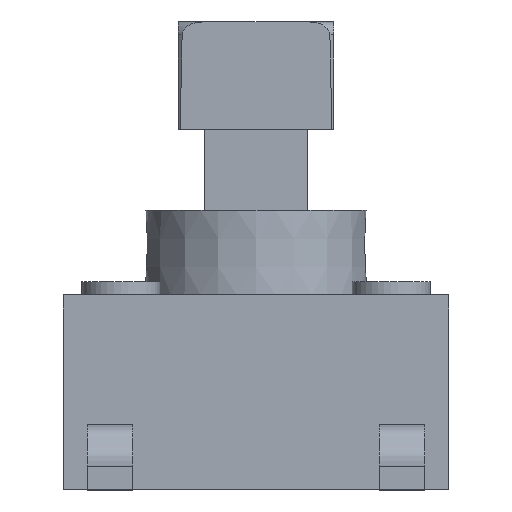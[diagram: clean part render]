
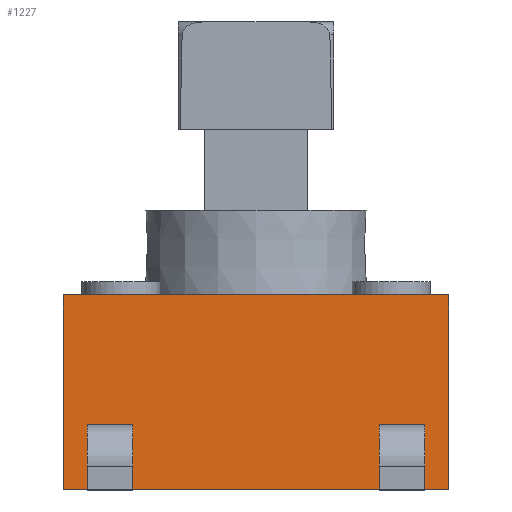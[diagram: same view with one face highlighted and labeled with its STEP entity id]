
A CAD part, left-side view. The second image highlights one B-rep face of the part: STEP entity #1227.
In plain terms, the highlighted planar face has unit normal (-1, 0, 0).
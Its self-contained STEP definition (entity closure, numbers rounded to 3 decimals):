
#78=LINE('',#1707,#142);
#82=LINE('',#1737,#146);
#83=LINE('',#1753,#147);
#84=LINE('',#1754,#148);
#85=LINE('',#1755,#149);
#86=LINE('',#1758,#150);
#87=LINE('',#1760,#151);
#88=LINE('',#1762,#152);
#89=LINE('',#1763,#153);
#90=LINE('',#1766,#154);
#91=LINE('',#1768,#155);
#92=LINE('',#1770,#156);
#142=VECTOR('',#1404,1000.);
#146=VECTOR('',#1410,1000.);
#147=VECTOR('',#1413,1000.);
#148=VECTOR('',#1414,1000.);
#149=VECTOR('',#1415,1000.);
#150=VECTOR('',#1416,1000.);
#151=VECTOR('',#1417,1000.);
#152=VECTOR('',#1418,1000.);
#153=VECTOR('',#1419,1000.);
#154=VECTOR('',#1420,1000.);
#155=VECTOR('',#1421,1000.);
#156=VECTOR('',#1422,1000.);
#255=ORIENTED_EDGE('',*,*,#470,.F.);
#256=ORIENTED_EDGE('',*,*,#478,.T.);
#257=ORIENTED_EDGE('',*,*,#475,.T.);
#258=ORIENTED_EDGE('',*,*,#479,.F.);
#259=ORIENTED_EDGE('',*,*,#480,.T.);
#260=ORIENTED_EDGE('',*,*,#481,.T.);
#261=ORIENTED_EDGE('',*,*,#482,.F.);
#262=ORIENTED_EDGE('',*,*,#483,.F.);
#263=ORIENTED_EDGE('',*,*,#484,.T.);
#264=ORIENTED_EDGE('',*,*,#485,.F.);
#265=ORIENTED_EDGE('',*,*,#486,.F.);
#266=ORIENTED_EDGE('',*,*,#487,.T.);
#470=EDGE_CURVE('',#580,#581,#78,.T.);
#475=EDGE_CURVE('',#584,#585,#82,.T.);
#478=EDGE_CURVE('',#580,#584,#83,.T.);
#479=EDGE_CURVE('',#581,#585,#84,.T.);
#480=EDGE_CURVE('',#586,#587,#85,.T.);
#481=EDGE_CURVE('',#587,#588,#86,.T.);
#482=EDGE_CURVE('',#589,#588,#87,.T.);
#483=EDGE_CURVE('',#586,#589,#88,.T.);
#484=EDGE_CURVE('',#590,#591,#89,.T.);
#485=EDGE_CURVE('',#592,#591,#90,.T.);
#486=EDGE_CURVE('',#593,#592,#91,.T.);
#487=EDGE_CURVE('',#593,#590,#92,.T.);
#580=VERTEX_POINT('',#1706);
#581=VERTEX_POINT('',#1708);
#584=VERTEX_POINT('',#1738);
#585=VERTEX_POINT('',#1739);
#586=VERTEX_POINT('',#1756);
#587=VERTEX_POINT('',#1757);
#588=VERTEX_POINT('',#1759);
#589=VERTEX_POINT('',#1761);
#590=VERTEX_POINT('',#1764);
#591=VERTEX_POINT('',#1765);
#592=VERTEX_POINT('',#1767);
#593=VERTEX_POINT('',#1769);
#675=EDGE_LOOP('',(#255,#256,#257,#258));
#676=EDGE_LOOP('',(#259,#260,#261,#262));
#677=EDGE_LOOP('',(#263,#264,#265,#266));
#745=FACE_BOUND('',#675,.T.);
#746=FACE_BOUND('',#676,.T.);
#747=FACE_BOUND('',#677,.T.);
#805=PLANE('',#1296);
#1227=ADVANCED_FACE('',(#745,#746,#747),#805,.T.);
#1296=AXIS2_PLACEMENT_3D('',#1752,#1411,#1412);
#1404=DIRECTION('',(0.,-1.,0.));
#1410=DIRECTION('',(0.,-1.,0.));
#1411=DIRECTION('',(-1.,0.,0.));
#1412=DIRECTION('',(0.,0.,1.));
#1413=DIRECTION('',(0.,0.,1.));
#1414=DIRECTION('',(0.,0.,1.));
#1415=DIRECTION('',(0.,1.,0.));
#1416=DIRECTION('',(0.,0.,-1.));
#1417=DIRECTION('',(0.,1.,0.));
#1418=DIRECTION('',(0.,0.,-1.));
#1419=DIRECTION('',(0.,-1.,0.));
#1420=DIRECTION('',(0.,0.,1.));
#1421=DIRECTION('',(0.,-1.,0.));
#1422=DIRECTION('',(0.,0.,1.));
#1706=CARTESIAN_POINT('',(-3.016,-1.924,0.652));
#1707=CARTESIAN_POINT('',(-3.016,3.016,0.652));
#1708=CARTESIAN_POINT('',(-3.016,-2.635,0.652));
#1737=CARTESIAN_POINT('',(-3.016,3.016,1.016));
#1738=CARTESIAN_POINT('',(-3.016,-1.924,1.016));
#1739=CARTESIAN_POINT('',(-3.016,-2.635,1.016));
#1752=CARTESIAN_POINT('',(-3.016,-3.016,3.048));
#1753=CARTESIAN_POINT('',(-3.016,-1.924,-4.942));
#1754=CARTESIAN_POINT('',(-3.016,-2.635,-4.942));
#1755=CARTESIAN_POINT('',(-3.016,-3.016,3.048));
#1756=CARTESIAN_POINT('',(-3.016,-3.016,3.048));
#1757=CARTESIAN_POINT('',(-3.016,3.016,3.048));
#1758=CARTESIAN_POINT('',(-3.016,3.016,3.048));
#1759=CARTESIAN_POINT('',(-3.016,3.016,0.));
#1760=CARTESIAN_POINT('',(-3.016,-3.016,0.));
#1761=CARTESIAN_POINT('',(-3.016,-3.016,0.));
#1762=CARTESIAN_POINT('',(-3.016,-3.016,3.048));
#1763=CARTESIAN_POINT('',(-3.016,3.016,1.016));
#1764=CARTESIAN_POINT('',(-3.016,2.635,1.016));
#1765=CARTESIAN_POINT('',(-3.016,1.924,1.016));
#1766=CARTESIAN_POINT('',(-3.016,1.924,-4.942));
#1767=CARTESIAN_POINT('',(-3.016,1.924,0.652));
#1768=CARTESIAN_POINT('',(-3.016,3.016,0.652));
#1769=CARTESIAN_POINT('',(-3.016,2.635,0.652));
#1770=CARTESIAN_POINT('',(-3.016,2.635,-4.942));
